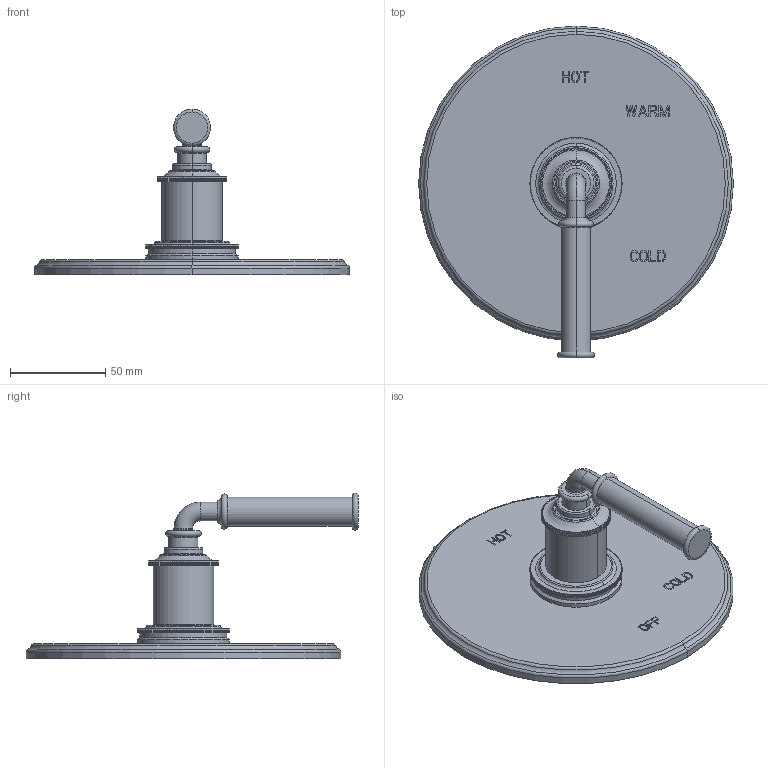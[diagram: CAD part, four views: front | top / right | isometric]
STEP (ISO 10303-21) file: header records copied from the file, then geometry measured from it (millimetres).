
FILE_DESCRIPTION((''),'2;1');
FILE_NAME('4-2944BP','2022-05-27T09:16:34',('rsmith'),(''),'CREO PARAMETRIC BY PTC INC, 2019352','CREO PARAMETRIC BY PTC INC, 2019352','');
FILE_SCHEMA(('CONFIG_CONTROL_DESIGN'));
Length unit declared in the file: inch
Products named in the file (1): 4-2944BP
Bounding box: 165.1 x 174.12 x 87.03 mm (x, y, z)
Volume: 93920.4 mm3; surface area: 59722.9 mm2
Topology: 1 solids, 1 shells, 1043 faces, 2980 edges, 1974 vertices
Faces by surface type: plane 766, cylinder 237, torus 38, cone 2
Entity records: 33824 total; most frequent: CARTESIAN_POINT 5997, ORIENTED_EDGE 5960, DIRECTION 5620, EDGE_CURVE 2980, VECTOR 2426, LINE 2426, VERTEX_POINT 1974, AXIS2_PLACEMENT_3D 1597
